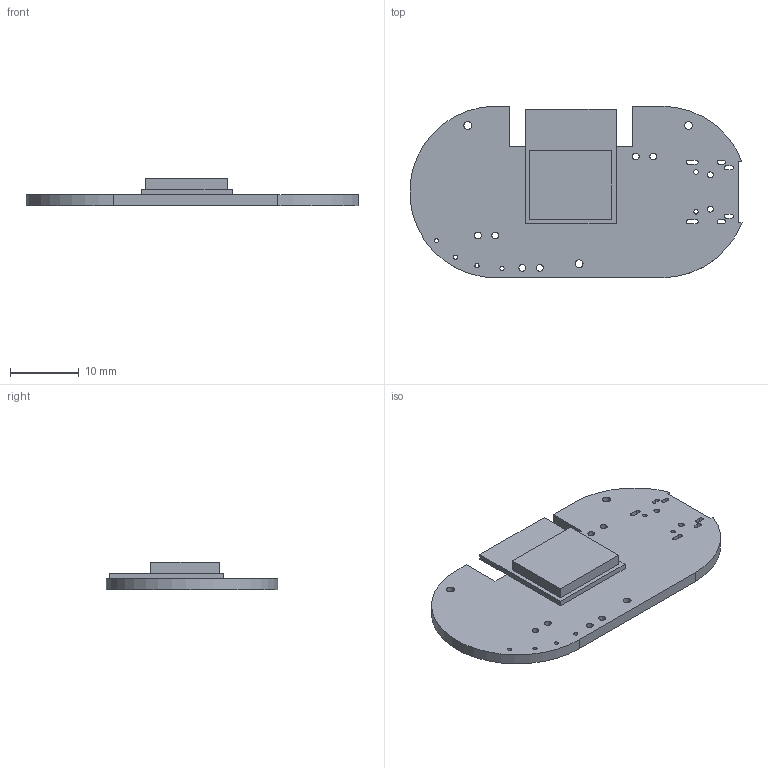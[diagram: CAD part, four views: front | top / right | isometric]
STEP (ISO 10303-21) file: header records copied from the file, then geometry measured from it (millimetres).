
FILE_DESCRIPTION(('KiCad electronic assembly'),'2;1');
FILE_NAME('temp sensor.step','2022-02-09T13:37:33',('Pcbnew'),('Kicad'), 'Open CASCADE STEP processor 7.5','KiCad to STEP converter','Unknown' );
FILE_SCHEMA(('AUTOMOTIVE_DESIGN { 1 0 10303 214 1 1 1 1 }'));
Length unit declared in the file: millimetre
Products named in the file (4): temp sensor 1; ESP32-pico-mini-02 v2; COMPOUND; temp sensor PCB
Assembly tree (3 placements, depth 3):
  temp sensor 1
    ESP32-pico-mini-02 v2
      COMPOUND
    temp sensor PCB
Bounding box: 48.17 x 24.89 x 4.05 mm (x, y, z)
Volume: 1902 mm3; surface area: 3123.4 mm2
Topology: 64 solids, 64 shells, 434 faces, 918 edges, 612 vertices
Faces by surface type: bspline 379, cylinder 32, plane 23
Full cylindrical faces by diameter (mm): 0.6 x4, 0.65 x2, 0.85 x2, 1 x6, 1.152 x3
Entity records: 21365 total; most frequent: CARTESIAN_POINT 7602, B_SPLINE_CURVE_WITH_KNOTS 2277, ORIENTED_EDGE 1836, PCURVE 1836, DEFINITIONAL_REPRESENTATION 1836, EDGE_CURVE 918, SURFACE_CURVE 901, VERTEX_POINT 612
